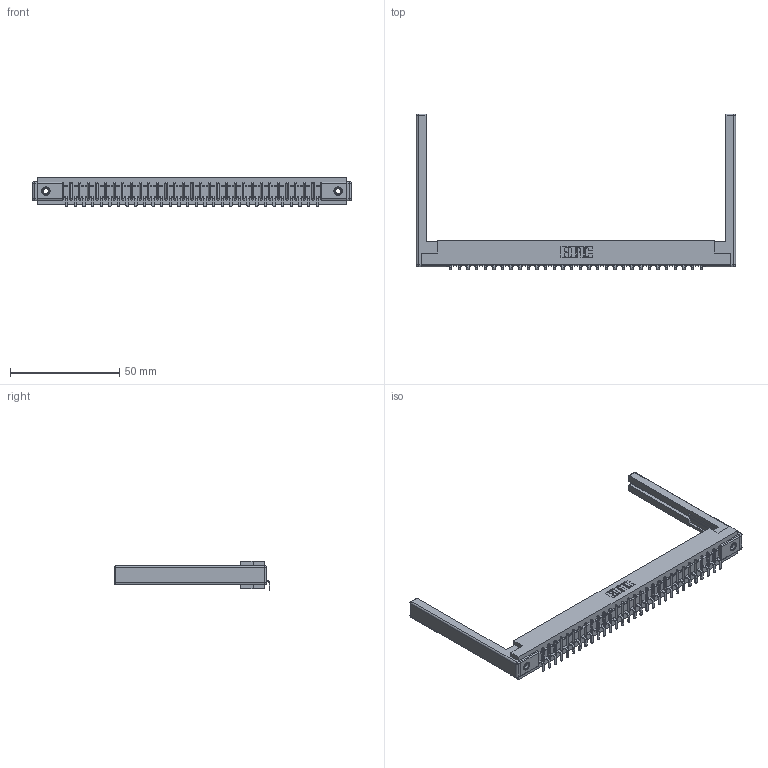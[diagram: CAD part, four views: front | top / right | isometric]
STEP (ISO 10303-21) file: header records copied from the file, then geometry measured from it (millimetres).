
FILE_DESCRIPTION (( 'STEP AP203' ), '1' );
FILE_NAME ('357-030-553-168.STEP', '2019-09-17T03:18:42', ( '' ), ( '' ), 'SwSTEP 2.0', 'SolidWorks 2016', '' );
FILE_SCHEMA (( 'CONFIG_CONTROL_DESIGN' ));
Length unit declared in the file: inch
Products named in the file (5): 307-220-068; 357-030-553-168; 307-290-002_553; 307 Part_.156 Dia Mounting Holes; 345-250-001_345-250-001-102
Assembly tree (35 placements, depth 2):
  357-030-553-168
    307 Part_.156 Dia Mounting Holes
    307-290-002_553  x30
    307-220-068  x2
    345-250-001_345-250-001-102  x2
Bounding box: 146.3 x 71.29 x 13.5 mm (x, y, z)
Volume: 19944.4 mm3; surface area: 23266.5 mm2
Topology: 35 solids, 35 shells, 2643 faces, 8033 edges, 5250 vertices
Faces by surface type: plane 1568, cylinder 989, sphere 70, cone 12, torus 4
Entity records: 30811 total; most frequent: CARTESIAN_POINT 5161, ORIENTED_EDGE 5140, DIRECTION 5038, EDGE_CURVE 2570, VECTOR 1960, LINE 1960, VERTEX_POINT 1662, AXIS2_PLACEMENT_3D 1539
